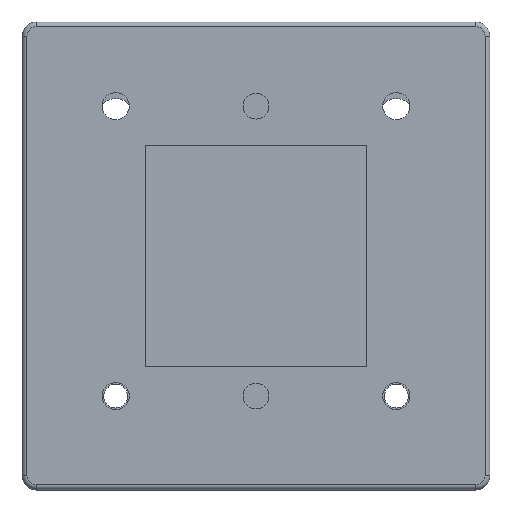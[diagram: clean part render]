
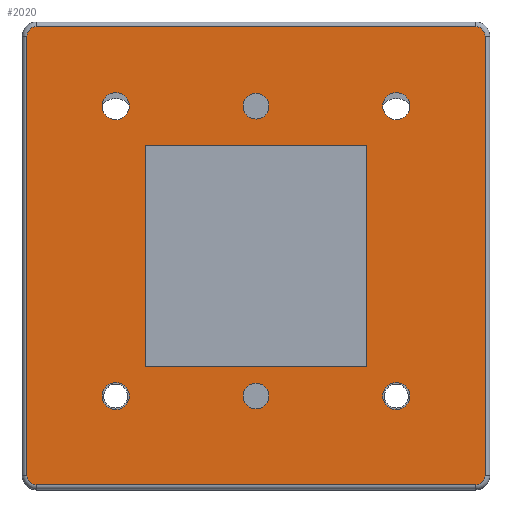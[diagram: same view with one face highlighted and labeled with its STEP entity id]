
A CAD part, top view. The second image highlights one B-rep face of the part: STEP entity #2020.
In plain terms, the highlighted planar face has unit normal (0, 0, 1).
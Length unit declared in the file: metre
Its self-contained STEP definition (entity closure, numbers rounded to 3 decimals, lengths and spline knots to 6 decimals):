
#133=LINE('',#3366,#275);
#136=LINE('',#3372,#278);
#139=LINE('',#3378,#281);
#157=LINE('',#3417,#299);
#158=LINE('',#3419,#300);
#159=LINE('',#3424,#301);
#160=LINE('',#3428,#302);
#161=LINE('',#3432,#303);
#275=VECTOR('',#2737,1.);
#278=VECTOR('',#2742,1.);
#281=VECTOR('',#2747,1.);
#299=VECTOR('',#2775,1.);
#300=VECTOR('',#2778,1.);
#301=VECTOR('',#2781,1.);
#302=VECTOR('',#2784,1.);
#303=VECTOR('',#2787,1.);
#360=PLANE('',#2251);
#716=ORIENTED_EDGE('',*,*,#1110,.T.);
#717=ORIENTED_EDGE('',*,*,#1111,.T.);
#718=ORIENTED_EDGE('',*,*,#1112,.T.);
#719=ORIENTED_EDGE('',*,*,#1113,.T.);
#720=ORIENTED_EDGE('',*,*,#1114,.T.);
#721=ORIENTED_EDGE('',*,*,#1115,.T.);
#722=ORIENTED_EDGE('',*,*,#1116,.T.);
#723=ORIENTED_EDGE('',*,*,#1117,.T.);
#724=ORIENTED_EDGE('',*,*,#1118,.T.);
#725=ORIENTED_EDGE('',*,*,#1119,.T.);
#726=ORIENTED_EDGE('',*,*,#1120,.F.);
#727=ORIENTED_EDGE('',*,*,#1121,.F.);
#728=ORIENTED_EDGE('',*,*,#1122,.F.);
#729=ORIENTED_EDGE('',*,*,#1123,.F.);
#730=ORIENTED_EDGE('',*,*,#1085,.F.);
#731=ORIENTED_EDGE('',*,*,#1088,.T.);
#732=ORIENTED_EDGE('',*,*,#1091,.T.);
#733=ORIENTED_EDGE('',*,*,#1109,.F.);
#1085=EDGE_CURVE('',#1309,#1306,#133,.T.);
#1088=EDGE_CURVE('',#1309,#1311,#136,.T.);
#1091=EDGE_CURVE('',#1311,#1313,#139,.T.);
#1109=EDGE_CURVE('',#1306,#1313,#157,.T.);
#1110=EDGE_CURVE('',#1330,#1331,#158,.F.);
#1111=EDGE_CURVE('',#1331,#1332,#1450,.T.);
#1112=EDGE_CURVE('',#1332,#1333,#159,.T.);
#1113=EDGE_CURVE('',#1333,#1334,#1451,.T.);
#1114=EDGE_CURVE('',#1334,#1335,#160,.T.);
#1115=EDGE_CURVE('',#1335,#1336,#1452,.T.);
#1116=EDGE_CURVE('',#1336,#1337,#161,.F.);
#1117=EDGE_CURVE('',#1337,#1330,#1453,.T.);
#1118=EDGE_CURVE('',#1338,#1338,#1454,.F.);
#1119=EDGE_CURVE('',#1339,#1339,#1455,.F.);
#1120=EDGE_CURVE('',#1340,#1340,#1456,.T.);
#1121=EDGE_CURVE('',#1341,#1341,#1457,.T.);
#1122=EDGE_CURVE('',#1342,#1342,#1458,.T.);
#1123=EDGE_CURVE('',#1343,#1343,#1459,.T.);
#1306=VERTEX_POINT('',#3360);
#1309=VERTEX_POINT('',#3365);
#1311=VERTEX_POINT('',#3371);
#1313=VERTEX_POINT('',#3377);
#1330=VERTEX_POINT('',#3420);
#1331=VERTEX_POINT('',#3421);
#1332=VERTEX_POINT('',#3423);
#1333=VERTEX_POINT('',#3425);
#1334=VERTEX_POINT('',#3427);
#1335=VERTEX_POINT('',#3429);
#1336=VERTEX_POINT('',#3431);
#1337=VERTEX_POINT('',#3433);
#1338=VERTEX_POINT('',#3436);
#1339=VERTEX_POINT('',#3438);
#1340=VERTEX_POINT('',#3440);
#1341=VERTEX_POINT('',#3442);
#1342=VERTEX_POINT('',#3444);
#1343=VERTEX_POINT('',#3446);
#1450=CIRCLE('',#2252,0.002);
#1451=CIRCLE('',#2253,0.002);
#1452=CIRCLE('',#2254,0.002);
#1453=CIRCLE('',#2255,0.002);
#1454=CIRCLE('',#2256,0.00275);
#1455=CIRCLE('',#2257,0.00275);
#1456=CIRCLE('',#2258,0.0029);
#1457=CIRCLE('',#2259,0.0029);
#1458=CIRCLE('',#2260,0.0029);
#1459=CIRCLE('',#2261,0.0029);
#1616=EDGE_LOOP('',(#716,#717,#718,#719,#720,#721,#722,#723));
#1617=EDGE_LOOP('',(#724));
#1618=EDGE_LOOP('',(#725));
#1619=EDGE_LOOP('',(#726));
#1620=EDGE_LOOP('',(#727));
#1621=EDGE_LOOP('',(#728));
#1622=EDGE_LOOP('',(#729));
#1623=EDGE_LOOP('',(#730,#731,#732,#733));
#1800=FACE_BOUND('',#1616,.T.);
#1801=FACE_BOUND('',#1617,.T.);
#1802=FACE_BOUND('',#1618,.T.);
#1803=FACE_BOUND('',#1619,.T.);
#1804=FACE_BOUND('',#1620,.T.);
#1805=FACE_BOUND('',#1621,.T.);
#1806=FACE_BOUND('',#1622,.T.);
#1807=FACE_BOUND('',#1623,.T.);
#2020=ADVANCED_FACE('',(#1800,#1801,#1802,#1803,#1804,#1805,#1806,#1807),
#360,.T.);
#2251=AXIS2_PLACEMENT_3D('',#3418,#2776,#2777);
#2252=AXIS2_PLACEMENT_3D('',#3422,#2779,#2780);
#2253=AXIS2_PLACEMENT_3D('',#3426,#2782,#2783);
#2254=AXIS2_PLACEMENT_3D('',#3430,#2785,#2786);
#2255=AXIS2_PLACEMENT_3D('',#3434,#2788,#2789);
#2256=AXIS2_PLACEMENT_3D('',#3435,#2790,#2791);
#2257=AXIS2_PLACEMENT_3D('',#3437,#2792,#2793);
#2258=AXIS2_PLACEMENT_3D('',#3439,#2794,#2795);
#2259=AXIS2_PLACEMENT_3D('',#3441,#2796,#2797);
#2260=AXIS2_PLACEMENT_3D('',#3443,#2798,#2799);
#2261=AXIS2_PLACEMENT_3D('',#3445,#2800,#2801);
#2737=DIRECTION('',(-1.,0.,0.));
#2742=DIRECTION('',(0.,-1.,0.));
#2747=DIRECTION('',(-1.,0.,0.));
#2775=DIRECTION('',(0.,-1.,0.));
#2776=DIRECTION('',(0.,0.,1.));
#2777=DIRECTION('',(1.,0.,0.));
#2778=DIRECTION('',(0.,-1.,0.));
#2779=DIRECTION('',(0.,0.,1.));
#2780=DIRECTION('',(0.,-1.,0.));
#2781=DIRECTION('',(-1.,0.,0.));
#2782=DIRECTION('',(0.,0.,1.));
#2783=DIRECTION('',(0.,-1.,0.));
#2784=DIRECTION('',(0.,-1.,0.));
#2785=DIRECTION('',(0.,0.,1.));
#2786=DIRECTION('',(0.,-1.,0.));
#2787=DIRECTION('',(-1.,0.,0.));
#2788=DIRECTION('',(0.,0.,1.));
#2789=DIRECTION('',(0.,-1.,0.));
#2790=DIRECTION('',(0.,0.,1.));
#2791=DIRECTION('',(0.,-1.,0.));
#2792=DIRECTION('',(0.,0.,1.));
#2793=DIRECTION('',(0.,-1.,0.));
#2794=DIRECTION('',(0.,0.,1.));
#2795=DIRECTION('',(0.,-1.,0.));
#2796=DIRECTION('',(0.,0.,1.));
#2797=DIRECTION('',(0.,-1.,0.));
#2798=DIRECTION('',(0.,0.,1.));
#2799=DIRECTION('',(0.,-1.,0.));
#2800=DIRECTION('',(0.,0.,1.));
#2801=DIRECTION('',(0.,-1.,0.));
#3360=CARTESIAN_POINT('',(0.006364,0.053636,0.008));
#3365=CARTESIAN_POINT('',(0.053636,0.053636,0.008));
#3366=CARTESIAN_POINT('',(0.03,0.053636,0.008));
#3371=CARTESIAN_POINT('',(0.053636,0.006364,0.008));
#3372=CARTESIAN_POINT('',(0.053636,0.03,0.008));
#3377=CARTESIAN_POINT('',(0.006364,0.006364,0.008));
#3378=CARTESIAN_POINT('',(0.03,0.006364,0.008));
#3417=CARTESIAN_POINT('',(0.006364,0.03,0.008));
#3418=CARTESIAN_POINT('',(0.03,0.03,0.008));
#3419=CARTESIAN_POINT('',(0.079,0.03,0.008));
#3420=CARTESIAN_POINT('',(0.079,-0.017,0.008));
#3421=CARTESIAN_POINT('',(0.079,0.077,0.008));
#3422=CARTESIAN_POINT('',(0.077,0.077,0.008));
#3423=CARTESIAN_POINT('',(0.077,0.079,0.008));
#3424=CARTESIAN_POINT('',(-0.017,0.079,0.008));
#3425=CARTESIAN_POINT('',(-0.017,0.079,0.008));
#3426=CARTESIAN_POINT('',(-0.017,0.077,0.008));
#3427=CARTESIAN_POINT('',(-0.019,0.077,0.008));
#3428=CARTESIAN_POINT('',(-0.019,-0.017,0.008));
#3429=CARTESIAN_POINT('',(-0.019,-0.017,0.008));
#3430=CARTESIAN_POINT('',(-0.017,-0.017,0.008));
#3431=CARTESIAN_POINT('',(-0.017,-0.019,0.008));
#3432=CARTESIAN_POINT('',(0.03,-0.019,0.008));
#3433=CARTESIAN_POINT('',(0.077,-0.019,0.008));
#3434=CARTESIAN_POINT('',(0.077,-0.017,0.008));
#3435=CARTESIAN_POINT('',(0.03,0.,0.008));
#3436=CARTESIAN_POINT('',(0.03,-0.00275,0.008));
#3437=CARTESIAN_POINT('',(0.03,0.062,0.008));
#3438=CARTESIAN_POINT('',(0.03,0.05925,0.008));
#3439=CARTESIAN_POINT('',(0.,0.062,0.008));
#3440=CARTESIAN_POINT('',(0.,0.0591,0.008));
#3441=CARTESIAN_POINT('',(0.06,0.062,0.008));
#3442=CARTESIAN_POINT('',(0.06,0.0591,0.008));
#3443=CARTESIAN_POINT('',(0.06,0.,0.008));
#3444=CARTESIAN_POINT('',(0.06,-0.0029,0.008));
#3445=CARTESIAN_POINT('',(0.,0.,0.008));
#3446=CARTESIAN_POINT('',(0.,-0.0029,0.008));
